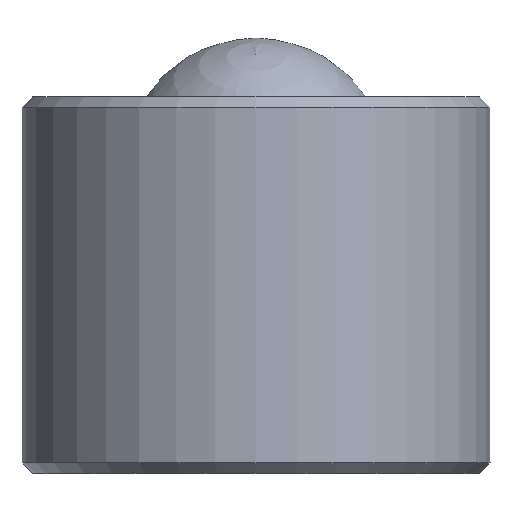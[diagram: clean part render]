
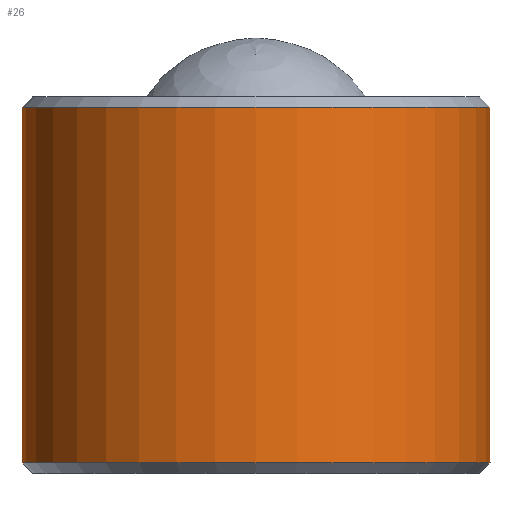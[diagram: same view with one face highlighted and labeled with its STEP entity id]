
A CAD part, top view. The second image highlights one B-rep face of the part: STEP entity #26.
In plain terms, the highlighted cylindrical face has radius 22.25 mm (diameter 44.5 mm), a full revolution.
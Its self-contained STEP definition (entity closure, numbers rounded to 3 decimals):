
#10 = CARTESIAN_POINT ( 'NONE',  ( 0., 6.1, 0. ) ) ;
#12 = DIRECTION ( 'NONE',  ( 0., -1., 0. ) ) ;
#14 = DIRECTION ( 'NONE',  ( -1., 0., 0. ) ) ;
#26 = ADVANCED_FACE ( 'NONE', ( #156, #237 ), #46, .T. ) ;
#46 = CYLINDRICAL_SURFACE ( 'NONE', #263, 22.25 ) ;
#56 = CARTESIAN_POINT ( 'NONE',  ( -22.25, 6.1, 0. ) ) ;
#77 = DIRECTION ( 'NONE',  ( -1., 0., 0. ) ) ;
#107 = EDGE_LOOP ( 'NONE', ( #212 ) ) ;
#116 = CARTESIAN_POINT ( 'NONE',  ( 0., -27.7, 0. ) ) ;
#143 = DIRECTION ( 'NONE',  ( 0., 1., 0. ) ) ;
#156 = FACE_OUTER_BOUND ( 'NONE', #107, .T. ) ;
#158 = AXIS2_PLACEMENT_3D ( 'NONE', #116, #143, #261 ) ;
#165 = EDGE_CURVE ( 'NONE', #221, #221, #274, .T. ) ;
#185 = EDGE_CURVE ( 'NONE', #326, #326, #211, .T. ) ;
#192 = DIRECTION ( 'NONE',  ( 0., 1., 0. ) ) ;
#196 = CARTESIAN_POINT ( 'NONE',  ( 0., -10.8, 0. ) ) ;
#211 = CIRCLE ( 'NONE', #158, 22.25 ) ;
#212 = ORIENTED_EDGE ( 'NONE', *, *, #165, .T. ) ;
#221 = VERTEX_POINT ( 'NONE', #56 ) ;
#230 = AXIS2_PLACEMENT_3D ( 'NONE', #10, #12, #14 ) ;
#237 = FACE_OUTER_BOUND ( 'NONE', #327, .T. ) ;
#244 = ORIENTED_EDGE ( 'NONE', *, *, #185, .T. ) ;
#261 = DIRECTION ( 'NONE',  ( -1., 0., 0. ) ) ;
#263 = AXIS2_PLACEMENT_3D ( 'NONE', #196, #192, #77 ) ;
#274 = CIRCLE ( 'NONE', #230, 22.25 ) ;
#326 = VERTEX_POINT ( 'NONE', #338 ) ;
#327 = EDGE_LOOP ( 'NONE', ( #244 ) ) ;
#338 = CARTESIAN_POINT ( 'NONE',  ( -22.25, -27.7, 0. ) ) ;
